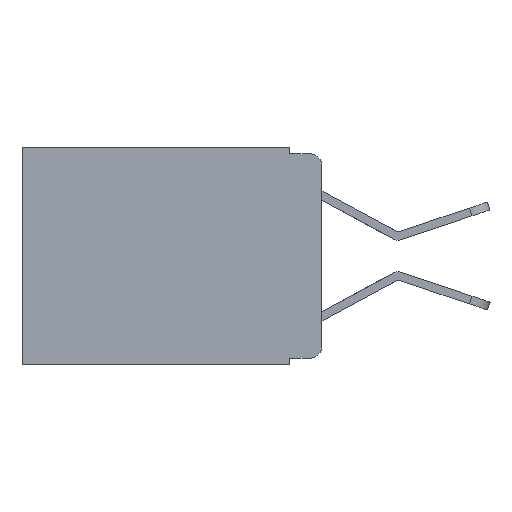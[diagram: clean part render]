
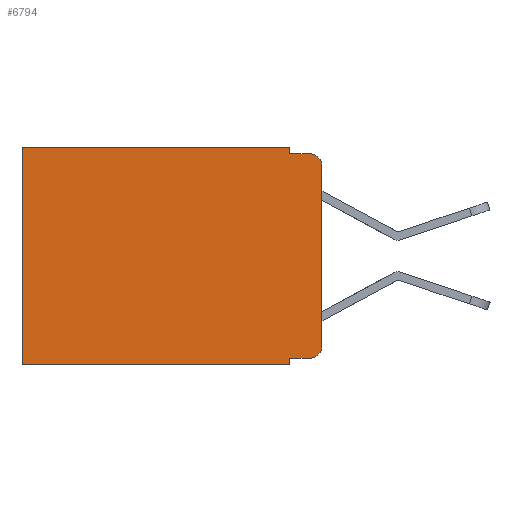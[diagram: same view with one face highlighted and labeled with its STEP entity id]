
A CAD part, left-side view. The second image highlights one B-rep face of the part: STEP entity #6794.
In plain terms, the highlighted planar face has unit normal (-1, 0, 0).
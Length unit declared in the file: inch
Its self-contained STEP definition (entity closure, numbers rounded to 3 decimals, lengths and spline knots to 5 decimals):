
#113 = VERTEX_POINT ( 'NONE', #12688 ) ;
#321 = VERTEX_POINT ( 'NONE', #13805 ) ;
#359 = EDGE_CURVE ( 'NONE', #9474, #5069, #14133, .T. ) ;
#598 = ORIENTED_EDGE ( 'NONE', *, *, #9257, .T. ) ;
#715 = CIRCLE ( 'NONE', #8964, 0.02 ) ;
#950 = DIRECTION ( 'NONE',  ( 0., 0., -1. ) ) ;
#1429 = ORIENTED_EDGE ( 'NONE', *, *, #14696, .F. ) ;
#1528 = ORIENTED_EDGE ( 'NONE', *, *, #5006, .T. ) ;
#1618 = LINE ( 'NONE', #3877, #6300 ) ;
#1781 = CARTESIAN_POINT ( 'NONE',  ( 0.298, 0., 0. ) ) ;
#1884 = CARTESIAN_POINT ( 'NONE',  ( 0.298, 0., 0. ) ) ;
#2041 = VERTEX_POINT ( 'NONE', #12794 ) ;
#2608 = CARTESIAN_POINT ( 'NONE',  ( 0.298, 0., -0.03 ) ) ;
#2711 = CARTESIAN_POINT ( 'NONE',  ( 0.298, 0., 0. ) ) ;
#2936 = DIRECTION ( 'NONE',  ( 1., 0., 0. ) ) ;
#3160 = DIRECTION ( 'NONE',  ( 0., 0., -1. ) ) ;
#3301 = EDGE_CURVE ( 'NONE', #321, #113, #7996, .T. ) ;
#3398 = ORIENTED_EDGE ( 'NONE', *, *, #15615, .F. ) ;
#3827 = VECTOR ( 'NONE', #3160, 39.37008 ) ;
#3877 = CARTESIAN_POINT ( 'NONE',  ( 0.298, 0.051, -0.01 ) ) ;
#4050 = DIRECTION ( 'NONE',  ( 0., 1., 0. ) ) ;
#4225 = PLANE ( 'NONE',  #5620 ) ;
#4313 = ORIENTED_EDGE ( 'NONE', *, *, #3301, .T. ) ;
#5006 = EDGE_CURVE ( 'NONE', #8653, #321, #6397, .T. ) ;
#5069 = VERTEX_POINT ( 'NONE', #10843 ) ;
#5368 = VECTOR ( 'NONE', #15699, 39.37008 ) ;
#5602 = ORIENTED_EDGE ( 'NONE', *, *, #359, .T. ) ;
#5620 = AXIS2_PLACEMENT_3D ( 'NONE', #1781, #2936, #14147 ) ;
#6117 = VECTOR ( 'NONE', #4050, 39.37008 ) ;
#6300 = VECTOR ( 'NONE', #14984, 39.37008 ) ;
#6340 = CARTESIAN_POINT ( 'NONE',  ( 0.298, 0.051, -0.01 ) ) ;
#6347 = EDGE_CURVE ( 'NONE', #5069, #2041, #9349, .T. ) ;
#6397 = LINE ( 'NONE', #8652, #7766 ) ;
#6398 = DIRECTION ( 'NONE',  ( 0., 1., 0. ) ) ;
#6794 = ADVANCED_FACE ( 'NONE', ( #11690 ), #4225, .F. ) ;
#7239 = VECTOR ( 'NONE', #950, 39.37008 ) ;
#7311 = DIRECTION ( 'NONE',  ( 0., 0., -1. ) ) ;
#7363 = DIRECTION ( 'NONE',  ( -1., 0., 0. ) ) ;
#7514 = DIRECTION ( 'NONE',  ( 0., -1., 0. ) ) ;
#7522 = DIRECTION ( 'NONE',  ( 0., 0., -1. ) ) ;
#7748 = CARTESIAN_POINT ( 'NONE',  ( 0.298, 0., -0.343 ) ) ;
#7766 = VECTOR ( 'NONE', #7514, 39.37008 ) ;
#7996 = CIRCLE ( 'NONE', #15709, 0.02 ) ;
#8247 = LINE ( 'NONE', #7748, #6117 ) ;
#8578 = VERTEX_POINT ( 'NONE', #14524 ) ;
#8652 = CARTESIAN_POINT ( 'NONE',  ( 0.298, 0.051, -0.333 ) ) ;
#8653 = VERTEX_POINT ( 'NONE', #11974 ) ;
#8662 = VECTOR ( 'NONE', #6398, 39.37008 ) ;
#8712 = VECTOR ( 'NONE', #12963, 39.37008 ) ;
#8964 = AXIS2_PLACEMENT_3D ( 'NONE', #16154, #7363, #7311 ) ;
#9257 = EDGE_CURVE ( 'NONE', #15109, #8578, #715, .T. ) ;
#9349 = LINE ( 'NONE', #14725, #7239 ) ;
#9360 = CARTESIAN_POINT ( 'NONE',  ( 0.298, 0.051, 0. ) ) ;
#9474 = VERTEX_POINT ( 'NONE', #11298 ) ;
#9508 = ORIENTED_EDGE ( 'NONE', *, *, #13557, .F. ) ;
#9624 = LINE ( 'NONE', #9360, #5368 ) ;
#9730 = VERTEX_POINT ( 'NONE', #6340 ) ;
#9878 = EDGE_CURVE ( 'NONE', #8653, #14343, #9624, .T. ) ;
#10843 = CARTESIAN_POINT ( 'NONE',  ( 0.298, 0.473, 0. ) ) ;
#11298 = CARTESIAN_POINT ( 'NONE',  ( 0.298, 0.051, 0. ) ) ;
#11690 = FACE_OUTER_BOUND ( 'NONE', #14267, .T. ) ;
#11974 = CARTESIAN_POINT ( 'NONE',  ( 0.298, 0.051, -0.333 ) ) ;
#12000 = LINE ( 'NONE', #15253, #3827 ) ;
#12306 = ORIENTED_EDGE ( 'NONE', *, *, #6347, .T. ) ;
#12615 = ORIENTED_EDGE ( 'NONE', *, *, #16155, .F. ) ;
#12688 = CARTESIAN_POINT ( 'NONE',  ( 0.298, 0., -0.313 ) ) ;
#12794 = CARTESIAN_POINT ( 'NONE',  ( 0.298, 0.473, -0.343 ) ) ;
#12963 = DIRECTION ( 'NONE',  ( 0., 0., -1. ) ) ;
#13557 = EDGE_CURVE ( 'NONE', #15109, #113, #15745, .T. ) ;
#13805 = CARTESIAN_POINT ( 'NONE',  ( 0.298, 0.02, -0.333 ) ) ;
#14133 = LINE ( 'NONE', #2711, #8662 ) ;
#14147 = DIRECTION ( 'NONE',  ( 0., 0., -1. ) ) ;
#14267 = EDGE_LOOP ( 'NONE', ( #9508, #598, #12615, #1429, #5602, #12306, #3398, #14893, #1528, #4313 ) ) ;
#14343 = VERTEX_POINT ( 'NONE', #14608 ) ;
#14524 = CARTESIAN_POINT ( 'NONE',  ( 0.298, 0.02, -0.01 ) ) ;
#14608 = CARTESIAN_POINT ( 'NONE',  ( 0.298, 0.051, -0.343 ) ) ;
#14696 = EDGE_CURVE ( 'NONE', #9474, #9730, #12000, .T. ) ;
#14725 = CARTESIAN_POINT ( 'NONE',  ( 0.298, 0.473, 0. ) ) ;
#14820 = DIRECTION ( 'NONE',  ( -1., 0., 0. ) ) ;
#14893 = ORIENTED_EDGE ( 'NONE', *, *, #9878, .F. ) ;
#14984 = DIRECTION ( 'NONE',  ( 0., -1., 0. ) ) ;
#15109 = VERTEX_POINT ( 'NONE', #2608 ) ;
#15253 = CARTESIAN_POINT ( 'NONE',  ( 0.298, 0.051, 0. ) ) ;
#15615 = EDGE_CURVE ( 'NONE', #14343, #2041, #8247, .T. ) ;
#15699 = DIRECTION ( 'NONE',  ( 0., 0., -1. ) ) ;
#15709 = AXIS2_PLACEMENT_3D ( 'NONE', #16043, #14820, #7522 ) ;
#15745 = LINE ( 'NONE', #1884, #8712 ) ;
#16043 = CARTESIAN_POINT ( 'NONE',  ( 0.298, 0.02, -0.313 ) ) ;
#16154 = CARTESIAN_POINT ( 'NONE',  ( 0.298, 0.02, -0.03 ) ) ;
#16155 = EDGE_CURVE ( 'NONE', #9730, #8578, #1618, .T. ) ;
